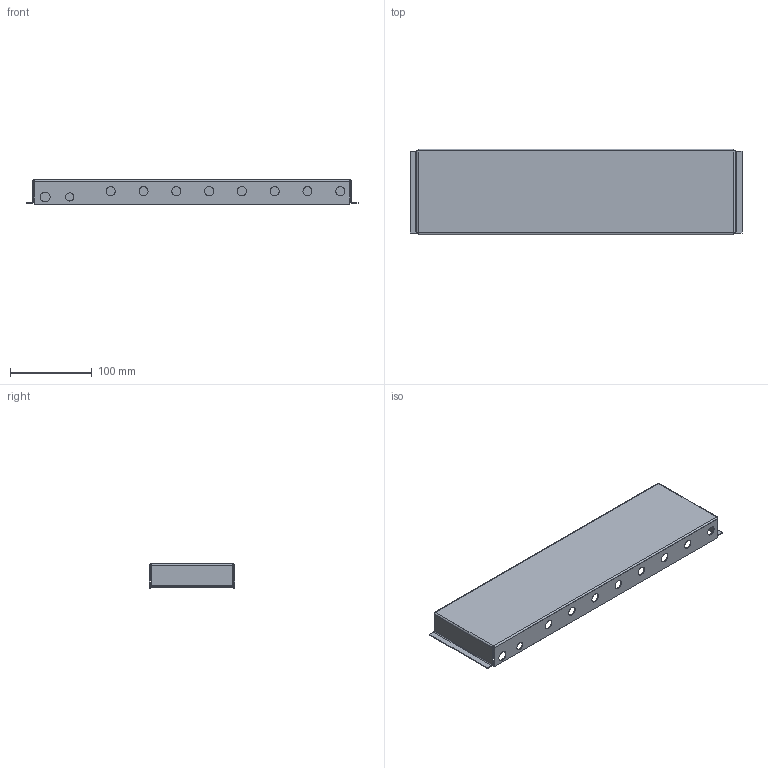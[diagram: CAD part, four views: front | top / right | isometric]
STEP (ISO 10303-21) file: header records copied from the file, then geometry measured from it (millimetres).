
FILE_DESCRIPTION(('FreeCAD Model'),'2;1');
FILE_NAME('Open CASCADE Shape Model','2025-10-02T12:27:42',(''),(''), 'Open CASCADE STEP processor 7.8','FreeCAD','Unknown');
FILE_SCHEMA(('AUTOMOTIVE_DESIGN { 1 0 10303 214 1 1 1 1 }'));
Length unit declared in the file: millimetre
Products named in the file (1): Schild
Bounding box: 405 x 104 x 30 mm (x, y, z)
Volume: 68264.8 mm3; surface area: 138113.5 mm2
Topology: 1 solids, 1 shells, 48 faces, 122 edges, 76 vertices
Faces by surface type: plane 26, cylinder 22
Full cylindrical faces by diameter (mm): 10 x1, 11 x8, 12 x1
Entity records: 1506 total; most frequent: DIRECTION 264, CARTESIAN_POINT 247, ORIENTED_EDGE 244, EDGE_CURVE 122, AXIS2_PLACEMENT_3D 93, LINE 78, VECTOR 78, VERTEX_POINT 76
